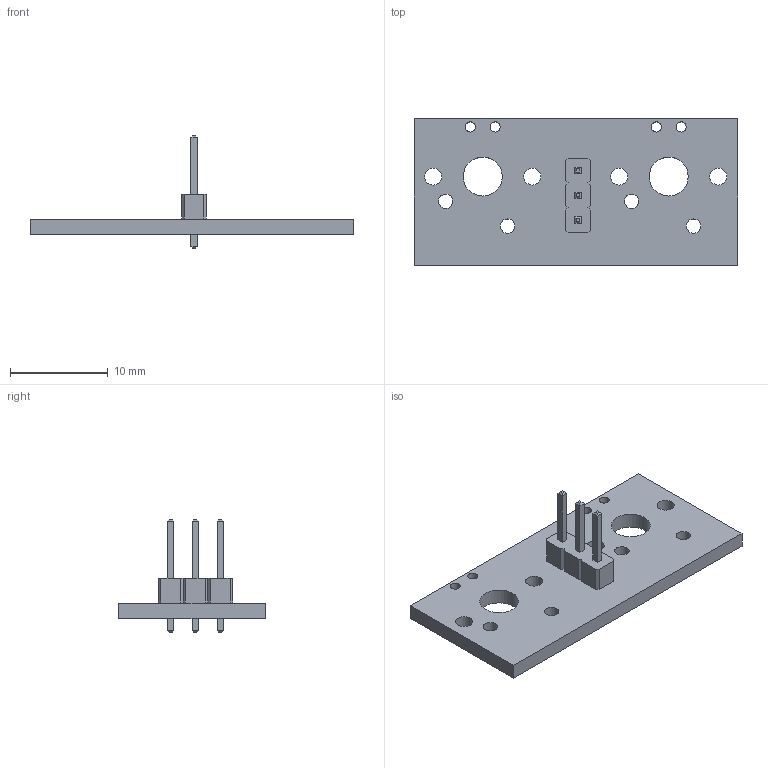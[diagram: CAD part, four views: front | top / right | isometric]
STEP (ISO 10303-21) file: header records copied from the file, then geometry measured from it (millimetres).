
FILE_DESCRIPTION(('FreeCAD Model'),'2;1');
FILE_NAME('rev1.step','2021-09-10T11:54:42',('Author'),(''), 'Open CASCADE STEP processor 7.3','FreeCAD','Unknown');
FILE_SCHEMA(('AUTOMOTIVE_DESIGN { 1 0 10303 214 1 1 1 1 }'));
Length unit declared in the file: millimetre
Products named in the file (8): Pikatea_Macropad_GB3_Addon; Board_Geoms_9b5; Local_CS_9b5; Pcb_9b5; PCB_Sketch_9b5; Step_Models_9b5; Top_9b5; J5_PinHeader_1x03_P254mm_Vertical_600A856D
Assembly tree (7 placements, depth 4):
  Pikatea_Macropad_GB3_Addon
    Board_Geoms_9b5
      Local_CS_9b5
      Pcb_9b5
      PCB_Sketch_9b5
    Step_Models_9b5
      Top_9b5
        J5_PinHeader_1x03_P254mm_Vertical_600A856D
Bounding box: 33.1 x 15 x 11.54 mm (x, y, z)
Volume: 778 mm3; surface area: 1351.1 mm2
Topology: 2 solids, 2 shells, 99 faces, 247 edges, 162 vertices
Faces by surface type: plane 82, cylinder 17
Full cylindrical faces by diameter (mm): 1 x3, 1.04 x4, 1.47 x4, 1.75 x4, 3.988 x2
Entity records: 3647 total; most frequent: CARTESIAN_POINT 516, DIRECTION 495, ORIENTED_EDGE 486, EDGE_CURVE 243, LINE 213, VECTOR 213, VERTEX_POINT 154, AXIS2_PLACEMENT_3D 141
